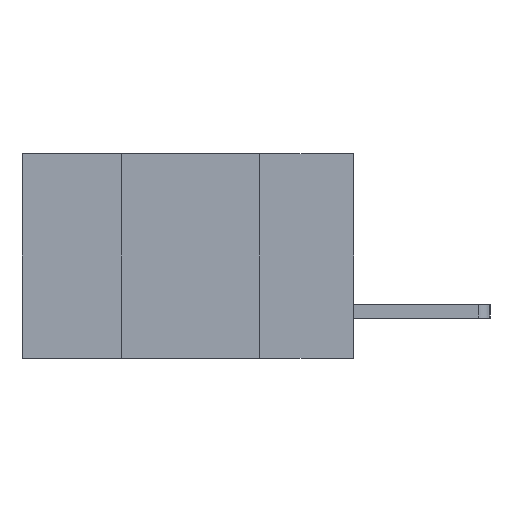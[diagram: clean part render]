
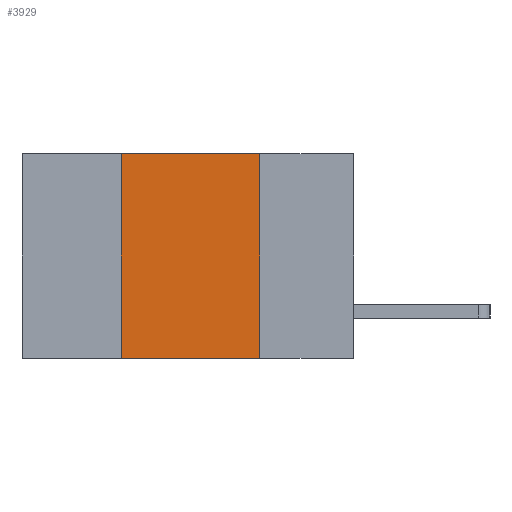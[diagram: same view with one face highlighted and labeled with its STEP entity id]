
A CAD part, left-side view. The second image highlights one B-rep face of the part: STEP entity #3929.
In plain terms, the highlighted planar face has unit normal (-1, 0, 0).
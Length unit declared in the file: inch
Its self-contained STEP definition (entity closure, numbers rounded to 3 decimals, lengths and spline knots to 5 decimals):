
#788 = AXIS2_PLACEMENT_3D ( 'NONE', #11123, #4290, #9102 ) ;
#1163 = EDGE_CURVE ( 'NONE', #2237, #2435, #7896, .T. ) ;
#1219 = EDGE_CURVE ( 'NONE', #7526, #7010, #5967, .T. ) ;
#1951 = LINE ( 'NONE', #5813, #9975 ) ;
#2122 = EDGE_CURVE ( 'NONE', #2435, #7010, #1951, .T. ) ;
#2237 = VERTEX_POINT ( 'NONE', #4244 ) ;
#2435 = VERTEX_POINT ( 'NONE', #4150 ) ;
#3063 = CARTESIAN_POINT ( 'NONE',  ( 0., 0.6, -0.37 ) ) ;
#3929 = ADVANCED_FACE ( 'NONE', ( #9215 ), #8334, .F. ) ;
#3969 = EDGE_CURVE ( 'NONE', #7526, #2237, #8264, .T. ) ;
#4065 = VECTOR ( 'NONE', #11874, 39.37008 ) ;
#4150 = CARTESIAN_POINT ( 'NONE',  ( 0., 0.17, 0. ) ) ;
#4244 = CARTESIAN_POINT ( 'NONE',  ( 0., 0.42, 0. ) ) ;
#4290 = DIRECTION ( 'NONE',  ( 1., 0., 0. ) ) ;
#4410 = ORIENTED_EDGE ( 'NONE', *, *, #1163, .F. ) ;
#5354 = ORIENTED_EDGE ( 'NONE', *, *, #3969, .F. ) ;
#5357 = ORIENTED_EDGE ( 'NONE', *, *, #2122, .F. ) ;
#5401 = CARTESIAN_POINT ( 'NONE',  ( 0., 0.42, 0. ) ) ;
#5813 = CARTESIAN_POINT ( 'NONE',  ( 0., 0.17, 0. ) ) ;
#5967 = LINE ( 'NONE', #3063, #4065 ) ;
#7010 = VERTEX_POINT ( 'NONE', #9883 ) ;
#7062 = VECTOR ( 'NONE', #11050, 39.37008 ) ;
#7526 = VERTEX_POINT ( 'NONE', #10937 ) ;
#7896 = LINE ( 'NONE', #10925, #11755 ) ;
#8069 = DIRECTION ( 'NONE',  ( 0., -1., 0. ) ) ;
#8264 = LINE ( 'NONE', #5401, #7062 ) ;
#8334 = PLANE ( 'NONE',  #788 ) ;
#9102 = DIRECTION ( 'NONE',  ( 0., 0., -1. ) ) ;
#9215 = FACE_OUTER_BOUND ( 'NONE', #9753, .T. ) ;
#9753 = EDGE_LOOP ( 'NONE', ( #5357, #4410, #5354, #12281 ) ) ;
#9883 = CARTESIAN_POINT ( 'NONE',  ( 0., 0.17, -0.37 ) ) ;
#9975 = VECTOR ( 'NONE', #11845, 39.37008 ) ;
#10925 = CARTESIAN_POINT ( 'NONE',  ( 0., 0.6, 0. ) ) ;
#10937 = CARTESIAN_POINT ( 'NONE',  ( 0., 0.42, -0.37 ) ) ;
#11050 = DIRECTION ( 'NONE',  ( 0., 0., 1. ) ) ;
#11123 = CARTESIAN_POINT ( 'NONE',  ( 0., 0.6, 0. ) ) ;
#11755 = VECTOR ( 'NONE', #8069, 39.37008 ) ;
#11845 = DIRECTION ( 'NONE',  ( 0., 0., -1. ) ) ;
#11874 = DIRECTION ( 'NONE',  ( 0., -1., 0. ) ) ;
#12281 = ORIENTED_EDGE ( 'NONE', *, *, #1219, .T. ) ;
